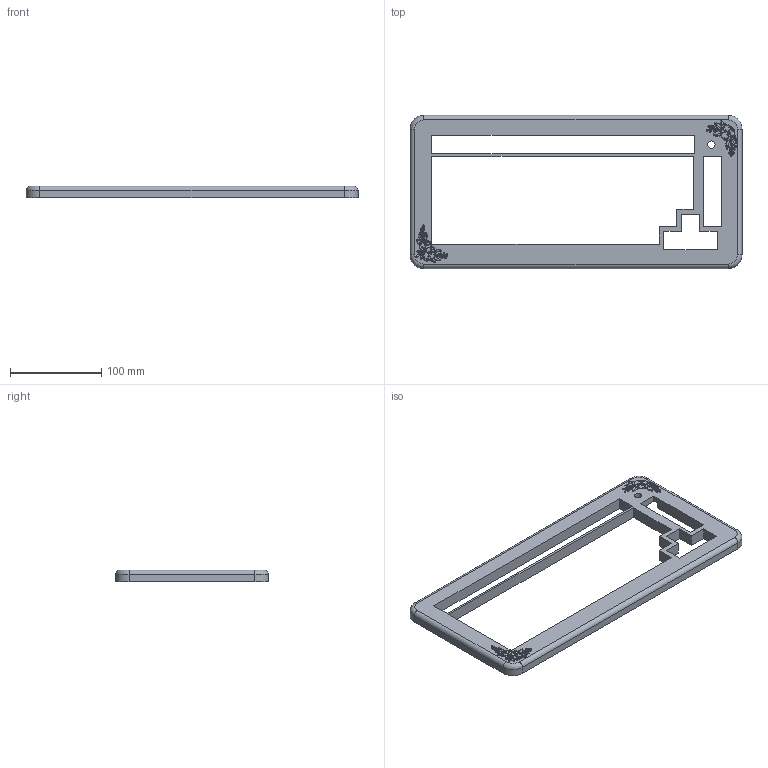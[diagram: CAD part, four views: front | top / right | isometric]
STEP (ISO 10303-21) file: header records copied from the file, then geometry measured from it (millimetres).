
FILE_DESCRIPTION(/* description */ ('KiCad electronic assembly'),/* implementation_level */ '2;1');
FILE_NAME(/* name */ 'topcase.step',/* time_stamp */ '2025-07-29T20:43:36-05:00',/* author */ (''),/* organization */ (''),/* preprocessor_version */ 'ST-DEVELOPER v20.1',/* originating_system */ 'Autodesk Translation Framework v14.10.0.0',/* authorisation */ '');
FILE_SCHEMA (('AUTOMOTIVE_DESIGN { 1 0 10303 214 3 1 1 }'));
Length unit declared in the file: millimetre
Products named in the file (1): realkeyboard 1
Bounding box: 363.5 x 167.7 x 13 mm (x, y, z)
Volume: 314650.3 mm3; surface area: 87244 mm2
Topology: 1 solids, 1 shells, 1130 faces, 3139 edges, 2090 vertices
Faces by surface type: bspline 919, plane 198, cylinder 9, torus 4
Full cylindrical faces by diameter (mm): 7.99 x1
Entity records: 38196 total; most frequent: CARTESIAN_POINT 18307, ORIENTED_EDGE 6278, EDGE_CURVE 3139, VERTEX_POINT 2090, DIRECTION 1747, LINE 1279, VECTOR 1279, EDGE_LOOP 1219
